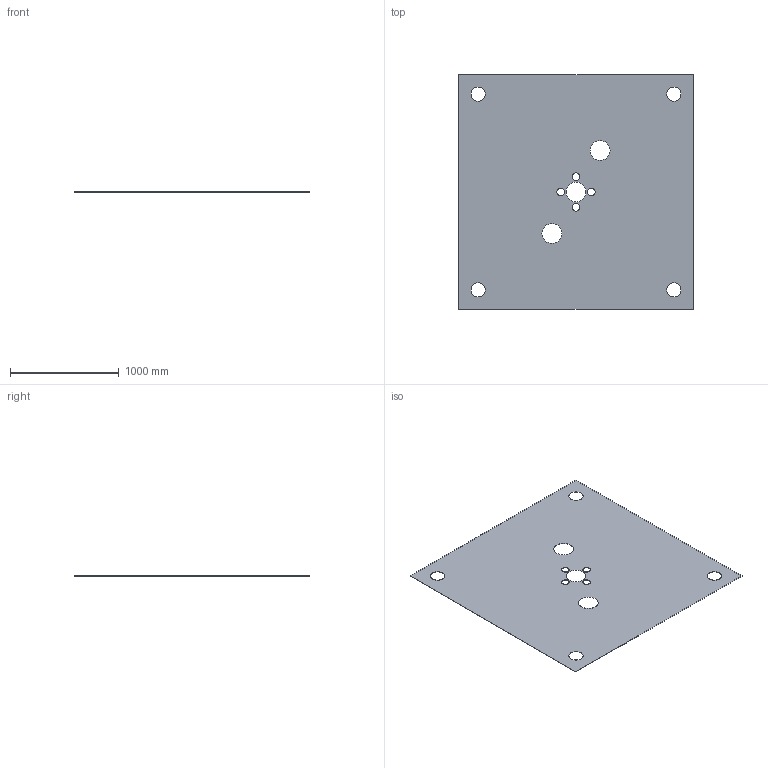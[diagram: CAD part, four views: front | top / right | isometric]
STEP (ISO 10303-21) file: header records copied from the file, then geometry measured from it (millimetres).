
FILE_DESCRIPTION (( 'STEP AP214' ), '1' );
FILE_NAME ('layer5_door.STEP', '2024-06-11T22:00:21', ( '' ), ( '' ), 'SwSTEP 2.0', 'SolidWorks 2023', '' );
FILE_SCHEMA (( 'AUTOMOTIVE_DESIGN' ));
Length unit declared in the file: metre
Products named in the file (3): MSR_door; layer5_door
Assembly tree (2 placements, depth 3):
  layer5_door
    MSR_door
      layer5_door
Bounding box: 2160 x 2160 x 2 mm (x, y, z)
Volume: 9033684.9 mm3; surface area: 9059501.8 mm2
Topology: 1 solids, 1 shells, 28 faces, 78 edges, 52 vertices
Faces by surface type: cylinder 22, plane 6
Entity records: 1051 total; most frequent: DIRECTION 190, CARTESIAN_POINT 164, ORIENTED_EDGE 156, EDGE_CURVE 78, AXIS2_PLACEMENT_3D 78, VERTEX_POINT 52, EDGE_LOOP 50, CIRCLE 44
